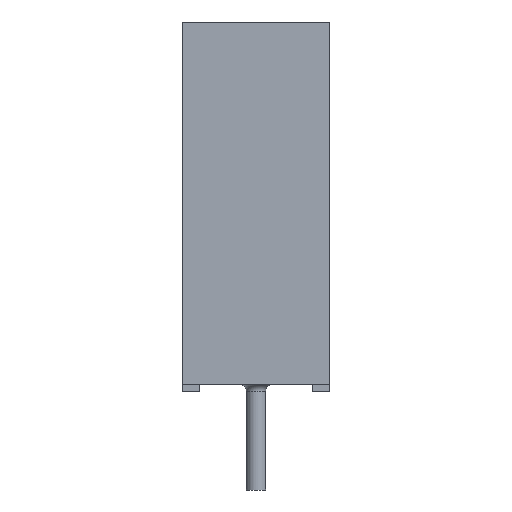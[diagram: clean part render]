
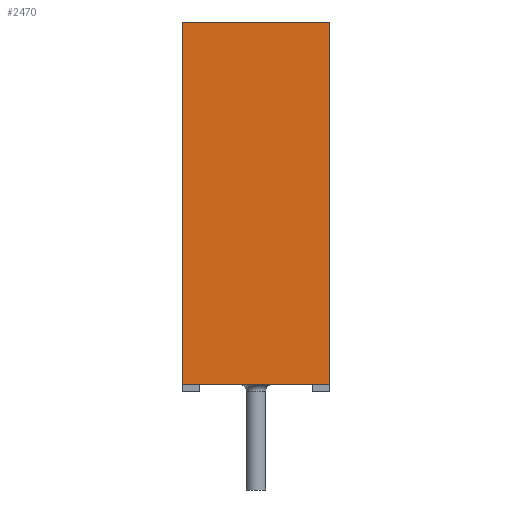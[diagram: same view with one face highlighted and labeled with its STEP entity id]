
A CAD part, left-side view. The second image highlights one B-rep face of the part: STEP entity #2470.
In plain terms, the highlighted planar face has unit normal (-1, 0, 0).
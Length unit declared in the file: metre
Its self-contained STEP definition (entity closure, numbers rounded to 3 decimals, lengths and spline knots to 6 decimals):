
#78=LINE('',#3033,#282);
#253=LINE('',#3951,#457);
#256=LINE('',#3957,#460);
#257=LINE('',#3958,#461);
#282=VECTOR('',#2626,1.);
#457=VECTOR('',#2947,1.);
#460=VECTOR('',#2952,1.);
#461=VECTOR('',#2953,1.);
#542=PLANE('',#2571);
#927=ORIENTED_EDGE('',*,*,#1268,.T.);
#928=ORIENTED_EDGE('',*,*,#1058,.T.);
#929=ORIENTED_EDGE('',*,*,#1269,.F.);
#930=ORIENTED_EDGE('',*,*,#1265,.T.);
#1058=EDGE_CURVE('',#1301,#1300,#78,.T.);
#1265=EDGE_CURVE('',#1436,#1435,#253,.T.);
#1268=EDGE_CURVE('',#1435,#1301,#256,.T.);
#1269=EDGE_CURVE('',#1436,#1300,#257,.T.);
#1300=VERTEX_POINT('',#3032);
#1301=VERTEX_POINT('',#3034);
#1435=VERTEX_POINT('',#3950);
#1436=VERTEX_POINT('',#3952);
#1547=EDGE_LOOP('',(#927,#928,#929,#930));
#1663=FACE_BOUND('',#1547,.T.);
#2470=ADVANCED_FACE('',(#1663),#542,.F.);
#2571=AXIS2_PLACEMENT_3D('',#3956,#2950,#2951);
#2626=DIRECTION('',(0.,-1.,0.));
#2947=DIRECTION('',(0.,1.,0.));
#2950=DIRECTION('',(1.,0.,0.));
#2951=DIRECTION('',(0.,0.,-1.));
#2952=DIRECTION('',(0.,0.,-1.));
#2953=DIRECTION('',(0.,0.,-1.));
#3032=CARTESIAN_POINT('',(-0.013,-0.003,-0.007));
#3033=CARTESIAN_POINT('',(-0.013,0.003,-0.007));
#3034=CARTESIAN_POINT('',(-0.013,0.003,-0.007));
#3950=CARTESIAN_POINT('',(-0.013,0.003,0.0077));
#3951=CARTESIAN_POINT('',(-0.013,-0.003,0.0077));
#3952=CARTESIAN_POINT('',(-0.013,-0.003,0.0077));
#3956=CARTESIAN_POINT('',(-0.013,-0.003,0.0077));
#3957=CARTESIAN_POINT('',(-0.013,0.003,0.0077));
#3958=CARTESIAN_POINT('',(-0.013,-0.003,0.0077));
